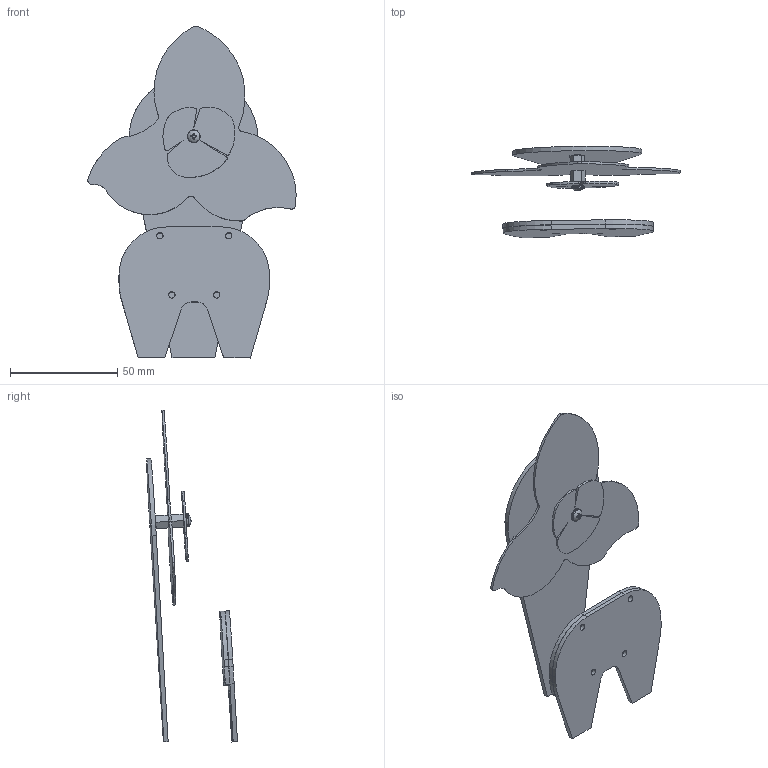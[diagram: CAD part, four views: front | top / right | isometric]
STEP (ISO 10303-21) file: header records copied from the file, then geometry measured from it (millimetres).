
FILE_DESCRIPTION(/* description */ (''),/* implementation_level */ '2;1');
FILE_NAME(/* name */ 'Award Flower final.step',/* time_stamp */ '2019-08-07T10:51:13+07:00',/* author */ (''),/* organization */ (''),/* preprocessor_version */ 'ST-DEVELOPER v18',/* originating_system */ 'Autodesk Translation Framework v8.2.0.1029',/* authorisation */ '');
FILE_SCHEMA (('AUTOMOTIVE_DESIGN { 1 0 10303 214 3 1 1 }'));
Length unit declared in the file: millimetre
Products named in the file (2): flower part; 92000A114
Assembly tree (1 placements, depth 2):
  flower part
    92000A114
Bounding box: 96.93 x 42.3 x 154.46 mm (x, y, z)
Volume: 27967.2 mm3; surface area: 36097.4 mm2
Topology: 8 solids, 8 shells, 161 faces, 431 edges, 288 vertices
Faces by surface type: cylinder 79, plane 70, cone 6, bspline 3, torus 2, sphere 1
Full cylindrical faces by diameter (mm): 2.35 x9, 3 x21, 6 x1
Entity records: 7165 total; most frequent: CARTESIAN_POINT 2975, ORIENTED_EDGE 862, DIRECTION 852, EDGE_CURVE 431, AXIS2_PLACEMENT_3D 317, VERTEX_POINT 288, LINE 218, VECTOR 218
